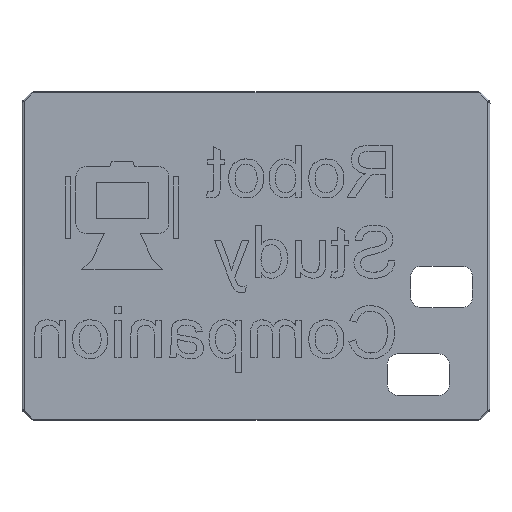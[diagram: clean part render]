
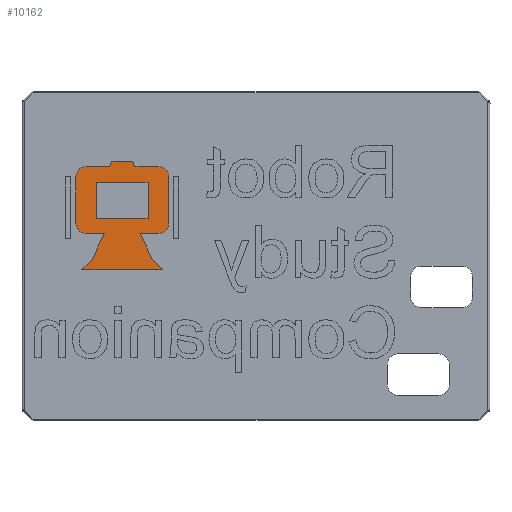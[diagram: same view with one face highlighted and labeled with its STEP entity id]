
A CAD part, top view. The second image highlights one B-rep face of the part: STEP entity #10162.
In plain terms, the highlighted planar face has unit normal (0, 0, 1).
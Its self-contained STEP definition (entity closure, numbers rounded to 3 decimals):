
#24=CIRCLE('',#10427,2.);
#26=CIRCLE('',#10437,2.);
#28=CIRCLE('',#10441,2.);
#30=CIRCLE('',#10449,2.);
#78=FACE_BOUND('',#2054,.T.);
#1482=FACE_OUTER_BOUND('',#2053,.T.);
#2053=EDGE_LOOP('',(#8571,#8572,#8573,#8574,#8575,#8576,#8577,#8578,#8579,
#8580,#8581,#8582,#8583,#8584,#8585,#8586,#8587,#8588));
#2054=EDGE_LOOP('',(#8589,#8590,#8591,#8592));
#2827=LINE('',#19526,#3697);
#2831=LINE('',#19533,#3701);
#2834=LINE('',#19539,#3704);
#2836=LINE('',#19542,#3706);
#2839=LINE('',#19550,#3709);
#2844=LINE('',#19563,#3714);
#2847=LINE('',#19569,#3717);
#2850=LINE('',#19575,#3720);
#2853=LINE('',#19581,#3723);
#2856=LINE('',#19587,#3726);
#2859=LINE('',#19593,#3729);
#2862=LINE('',#19599,#3732);
#2866=LINE('',#19611,#3736);
#2870=LINE('',#19623,#3740);
#2873=LINE('',#19629,#3743);
#2876=LINE('',#19635,#3746);
#2879=LINE('',#19641,#3749);
#2882=LINE('',#19647,#3752);
#3697=VECTOR('',#11477,10.);
#3701=VECTOR('',#11483,10.);
#3704=VECTOR('',#11488,10.);
#3706=VECTOR('',#11492,10.);
#3709=VECTOR('',#11497,10.);
#3714=VECTOR('',#11510,10.);
#3717=VECTOR('',#11515,10.);
#3720=VECTOR('',#11520,10.);
#3723=VECTOR('',#11525,10.);
#3726=VECTOR('',#11530,10.);
#3729=VECTOR('',#11535,10.);
#3732=VECTOR('',#11540,10.);
#3736=VECTOR('',#11552,10.);
#3740=VECTOR('',#11564,10.);
#3743=VECTOR('',#11569,10.);
#3746=VECTOR('',#11574,10.);
#3749=VECTOR('',#11579,10.);
#3752=VECTOR('',#11584,10.);
#4751=VERTEX_POINT('',#19523);
#4752=VERTEX_POINT('',#19525);
#4754=VERTEX_POINT('',#19531);
#4756=VERTEX_POINT('',#19537);
#4759=VERTEX_POINT('',#19547);
#4760=VERTEX_POINT('',#19549);
#4762=VERTEX_POINT('',#19555);
#4764=VERTEX_POINT('',#19561);
#4766=VERTEX_POINT('',#19567);
#4768=VERTEX_POINT('',#19573);
#4770=VERTEX_POINT('',#19579);
#4772=VERTEX_POINT('',#19585);
#4774=VERTEX_POINT('',#19591);
#4776=VERTEX_POINT('',#19597);
#4778=VERTEX_POINT('',#19603);
#4780=VERTEX_POINT('',#19609);
#4782=VERTEX_POINT('',#19615);
#4784=VERTEX_POINT('',#19621);
#4786=VERTEX_POINT('',#19627);
#4788=VERTEX_POINT('',#19633);
#4790=VERTEX_POINT('',#19639);
#4792=VERTEX_POINT('',#19645);
#6151=EDGE_CURVE('',#4751,#4752,#2827,.T.);
#6155=EDGE_CURVE('',#4754,#4751,#2831,.T.);
#6158=EDGE_CURVE('',#4756,#4754,#2834,.T.);
#6160=EDGE_CURVE('',#4752,#4756,#2836,.T.);
#6163=EDGE_CURVE('',#4759,#4760,#2839,.T.);
#6167=EDGE_CURVE('',#4762,#4759,#24,.T.);
#6170=EDGE_CURVE('',#4764,#4762,#2844,.T.);
#6173=EDGE_CURVE('',#4766,#4764,#2847,.T.);
#6176=EDGE_CURVE('',#4768,#4766,#2850,.T.);
#6179=EDGE_CURVE('',#4770,#4768,#2853,.T.);
#6182=EDGE_CURVE('',#4772,#4770,#2856,.T.);
#6185=EDGE_CURVE('',#4774,#4772,#2859,.T.);
#6188=EDGE_CURVE('',#4776,#4774,#2862,.T.);
#6191=EDGE_CURVE('',#4778,#4776,#26,.T.);
#6194=EDGE_CURVE('',#4780,#4778,#2866,.T.);
#6197=EDGE_CURVE('',#4782,#4780,#28,.T.);
#6200=EDGE_CURVE('',#4784,#4782,#2870,.T.);
#6203=EDGE_CURVE('',#4786,#4784,#2873,.T.);
#6206=EDGE_CURVE('',#4788,#4786,#2876,.T.);
#6209=EDGE_CURVE('',#4790,#4788,#2879,.T.);
#6212=EDGE_CURVE('',#4792,#4790,#2882,.T.);
#6214=EDGE_CURVE('',#4760,#4792,#30,.T.);
#8571=ORIENTED_EDGE('',*,*,#6214,.F.);
#8572=ORIENTED_EDGE('',*,*,#6163,.F.);
#8573=ORIENTED_EDGE('',*,*,#6167,.F.);
#8574=ORIENTED_EDGE('',*,*,#6170,.F.);
#8575=ORIENTED_EDGE('',*,*,#6173,.F.);
#8576=ORIENTED_EDGE('',*,*,#6176,.F.);
#8577=ORIENTED_EDGE('',*,*,#6179,.F.);
#8578=ORIENTED_EDGE('',*,*,#6182,.F.);
#8579=ORIENTED_EDGE('',*,*,#6185,.F.);
#8580=ORIENTED_EDGE('',*,*,#6188,.F.);
#8581=ORIENTED_EDGE('',*,*,#6191,.F.);
#8582=ORIENTED_EDGE('',*,*,#6194,.F.);
#8583=ORIENTED_EDGE('',*,*,#6197,.F.);
#8584=ORIENTED_EDGE('',*,*,#6200,.F.);
#8585=ORIENTED_EDGE('',*,*,#6203,.F.);
#8586=ORIENTED_EDGE('',*,*,#6206,.F.);
#8587=ORIENTED_EDGE('',*,*,#6209,.F.);
#8588=ORIENTED_EDGE('',*,*,#6212,.F.);
#8589=ORIENTED_EDGE('',*,*,#6160,.F.);
#8590=ORIENTED_EDGE('',*,*,#6151,.F.);
#8591=ORIENTED_EDGE('',*,*,#6155,.F.);
#8592=ORIENTED_EDGE('',*,*,#6158,.F.);
#9630=PLANE('',#10450);
#10162=ADVANCED_FACE('',(#1482,#78),#9630,.T.);
#10427=AXIS2_PLACEMENT_3D('',#19557,#11504,#11505);
#10437=AXIS2_PLACEMENT_3D('',#19605,#11546,#11547);
#10441=AXIS2_PLACEMENT_3D('',#19617,#11558,#11559);
#10449=AXIS2_PLACEMENT_3D('',#19650,#11589,#11590);
#10450=AXIS2_PLACEMENT_3D('',#19651,#11591,#11592);
#11477=DIRECTION('',(0.,-1.,0.));
#11483=DIRECTION('',(-1.,0.,0.));
#11488=DIRECTION('',(0.,1.,0.));
#11492=DIRECTION('',(1.,0.,0.));
#11497=DIRECTION('',(0.,1.,0.));
#11504=DIRECTION('center_axis',(0.,0.,-1.));
#11505=DIRECTION('ref_axis',(-1.,0.,0.));
#11510=DIRECTION('',(-1.,0.,0.));
#11515=DIRECTION('',(0.423,0.906,0.));
#11520=DIRECTION('',(0.707,0.707,0.));
#11525=DIRECTION('',(-1.,0.,0.));
#11530=DIRECTION('',(0.707,-0.707,0.));
#11535=DIRECTION('',(0.423,-0.906,0.));
#11540=DIRECTION('',(-1.,0.,0.));
#11546=DIRECTION('center_axis',(0.,0.,-1.));
#11547=DIRECTION('ref_axis',(0.,-1.,0.));
#11552=DIRECTION('',(0.,-1.,0.));
#11558=DIRECTION('center_axis',(0.,0.,-1.));
#11559=DIRECTION('ref_axis',(1.,0.,0.));
#11564=DIRECTION('',(1.,0.,0.));
#11569=DIRECTION('',(0.423,-0.906,0.));
#11574=DIRECTION('',(1.,0.,0.));
#11579=DIRECTION('',(0.423,0.906,0.));
#11584=DIRECTION('',(1.,0.,0.));
#11589=DIRECTION('center_axis',(0.,0.,-1.));
#11590=DIRECTION('ref_axis',(0.,1.,0.));
#11591=DIRECTION('center_axis',(0.,0.,1.));
#11592=DIRECTION('ref_axis',(1.,0.,0.));
#19523=CARTESIAN_POINT('',(-30.95,14.35,-0.1));
#19525=CARTESIAN_POINT('',(-30.95,7.35,-0.1));
#19526=CARTESIAN_POINT('',(-30.95,7.35,-0.1));
#19531=CARTESIAN_POINT('',(-20.95,14.35,-0.1));
#19533=CARTESIAN_POINT('',(-30.95,14.35,-0.1));
#19537=CARTESIAN_POINT('',(-20.95,7.35,-0.1));
#19539=CARTESIAN_POINT('',(-20.95,14.35,-0.1));
#19542=CARTESIAN_POINT('',(-20.95,7.35,-0.1));
#19547=CARTESIAN_POINT('',(-34.95,6.35,-0.1));
#19549=CARTESIAN_POINT('',(-34.95,15.35,-0.1));
#19550=CARTESIAN_POINT('',(-34.95,6.35,-0.1));
#19555=CARTESIAN_POINT('',(-32.95,4.35,-0.1));
#19557=CARTESIAN_POINT('Origin',(-32.95,6.35,-0.1));
#19561=CARTESIAN_POINT('',(-29.45,4.35,-0.1));
#19563=CARTESIAN_POINT('',(-18.95,4.35,-0.1));
#19567=CARTESIAN_POINT('',(-31.782,-0.65,-0.1));
#19569=CARTESIAN_POINT('',(-29.45,4.35,-0.1));
#19573=CARTESIAN_POINT('',(-33.782,-2.65,-0.1));
#19575=CARTESIAN_POINT('',(-31.782,-0.65,-0.1));
#19579=CARTESIAN_POINT('',(-18.118,-2.65,-0.1));
#19581=CARTESIAN_POINT('',(-33.782,-2.65,-0.1));
#19585=CARTESIAN_POINT('',(-20.118,-0.65,-0.1));
#19587=CARTESIAN_POINT('',(-18.118,-2.65,-0.1));
#19591=CARTESIAN_POINT('',(-22.45,4.35,-0.1));
#19593=CARTESIAN_POINT('',(-20.118,-0.65,-0.1));
#19597=CARTESIAN_POINT('',(-18.95,4.35,-0.1));
#19599=CARTESIAN_POINT('',(-18.95,4.35,-0.1));
#19603=CARTESIAN_POINT('',(-16.95,6.35,-0.1));
#19605=CARTESIAN_POINT('Origin',(-18.95,6.35,-0.1));
#19609=CARTESIAN_POINT('',(-16.95,15.35,-0.1));
#19611=CARTESIAN_POINT('',(-16.95,15.35,-0.1));
#19615=CARTESIAN_POINT('',(-18.95,17.35,-0.1));
#19617=CARTESIAN_POINT('Origin',(-18.95,15.35,-0.1));
#19621=CARTESIAN_POINT('',(-23.484,17.35,-0.1));
#19623=CARTESIAN_POINT('',(-32.95,17.35,-0.1));
#19627=CARTESIAN_POINT('',(-23.95,18.35,-0.1));
#19629=CARTESIAN_POINT('',(-23.95,18.35,-0.1));
#19633=CARTESIAN_POINT('',(-27.95,18.35,-0.1));
#19635=CARTESIAN_POINT('',(-27.95,18.35,-0.1));
#19639=CARTESIAN_POINT('',(-28.416,17.35,-0.1));
#19641=CARTESIAN_POINT('',(-28.416,17.35,-0.1));
#19645=CARTESIAN_POINT('',(-32.95,17.35,-0.1));
#19647=CARTESIAN_POINT('',(-32.95,17.35,-0.1));
#19650=CARTESIAN_POINT('Origin',(-32.95,15.35,-0.1));
#19651=CARTESIAN_POINT('Origin',(-25.95,7.85,-0.1));
